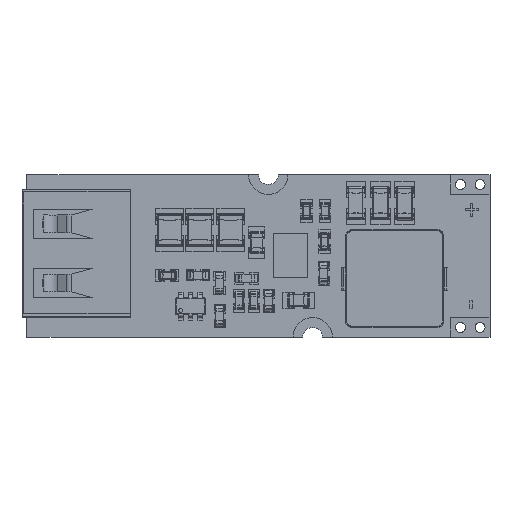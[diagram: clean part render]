
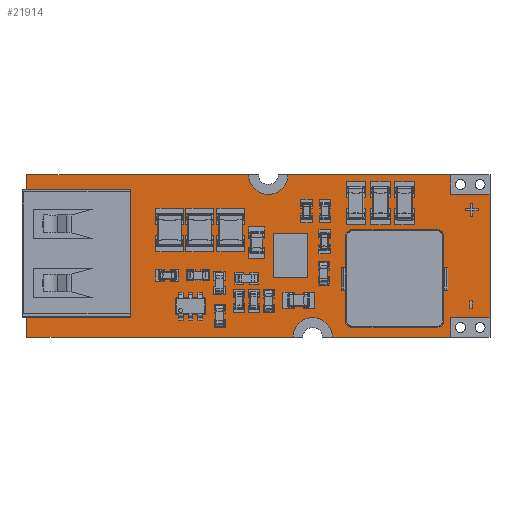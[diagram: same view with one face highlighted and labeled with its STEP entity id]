
A CAD part, top view. The second image highlights one B-rep face of the part: STEP entity #21914.
In plain terms, the highlighted planar face has unit normal (0, 0, 1).
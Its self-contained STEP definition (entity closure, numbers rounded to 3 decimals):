
#1567=CIRCLE('',#23957,0.5);
#1569=CIRCLE('',#23960,0.5);
#1571=CIRCLE('',#23963,0.5);
#1573=CIRCLE('',#23966,0.5);
#1575=CIRCLE('',#23971,1.);
#1577=CIRCLE('',#23977,1.);
#1878=FACE_BOUND('',#4615,.T.);
#1879=FACE_BOUND('',#4616,.T.);
#1880=FACE_BOUND('',#4617,.T.);
#1881=FACE_BOUND('',#4618,.T.);
#3380=FACE_OUTER_BOUND('',#4614,.T.);
#4614=EDGE_LOOP('',(#19648,#19649,#19650,#19651,#19652,#19653,#19654,#19655));
#4615=EDGE_LOOP('',(#19656));
#4616=EDGE_LOOP('',(#19657));
#4617=EDGE_LOOP('',(#19658));
#4618=EDGE_LOOP('',(#19659));
#6689=LINE('',#45296,#8816);
#6692=LINE('',#45302,#8819);
#6696=LINE('',#45314,#8823);
#6699=LINE('',#45320,#8826);
#6702=LINE('',#45326,#8829);
#6706=LINE('',#45336,#8833);
#8816=VECTOR('',#29382,10.);
#8819=VECTOR('',#29387,10.);
#8823=VECTOR('',#29399,10.);
#8826=VECTOR('',#29404,10.);
#8829=VECTOR('',#29409,10.);
#8833=VECTOR('',#29421,10.);
#10794=VERTEX_POINT('',#45268);
#10796=VERTEX_POINT('',#45274);
#10798=VERTEX_POINT('',#45280);
#10800=VERTEX_POINT('',#45286);
#10803=VERTEX_POINT('',#45293);
#10804=VERTEX_POINT('',#45295);
#10806=VERTEX_POINT('',#45301);
#10808=VERTEX_POINT('',#45307);
#10810=VERTEX_POINT('',#45313);
#10812=VERTEX_POINT('',#45319);
#10814=VERTEX_POINT('',#45325);
#10816=VERTEX_POINT('',#45331);
#13754=EDGE_CURVE('',#10794,#10794,#1567,.T.);
#13757=EDGE_CURVE('',#10796,#10796,#1569,.T.);
#13760=EDGE_CURVE('',#10798,#10798,#1571,.T.);
#13763=EDGE_CURVE('',#10800,#10800,#1573,.T.);
#13766=EDGE_CURVE('',#10804,#10803,#6689,.T.);
#13769=EDGE_CURVE('',#10806,#10804,#6692,.T.);
#13772=EDGE_CURVE('',#10808,#10806,#1575,.T.);
#13775=EDGE_CURVE('',#10810,#10808,#6696,.T.);
#13778=EDGE_CURVE('',#10812,#10810,#6699,.T.);
#13781=EDGE_CURVE('',#10814,#10812,#6702,.T.);
#13784=EDGE_CURVE('',#10816,#10814,#1577,.T.);
#13787=EDGE_CURVE('',#10803,#10816,#6706,.T.);
#19648=ORIENTED_EDGE('',*,*,#13787,.T.);
#19649=ORIENTED_EDGE('',*,*,#13784,.T.);
#19650=ORIENTED_EDGE('',*,*,#13781,.T.);
#19651=ORIENTED_EDGE('',*,*,#13778,.T.);
#19652=ORIENTED_EDGE('',*,*,#13775,.T.);
#19653=ORIENTED_EDGE('',*,*,#13772,.T.);
#19654=ORIENTED_EDGE('',*,*,#13769,.T.);
#19655=ORIENTED_EDGE('',*,*,#13766,.T.);
#19656=ORIENTED_EDGE('',*,*,#13754,.T.);
#19657=ORIENTED_EDGE('',*,*,#13757,.T.);
#19658=ORIENTED_EDGE('',*,*,#13760,.T.);
#19659=ORIENTED_EDGE('',*,*,#13763,.T.);
#20730=PLANE('',#23979);
#21914=ADVANCED_FACE('',(#3380,#1878,#1879,#1880,#1881),#20730,.T.);
#23957=AXIS2_PLACEMENT_3D('',#45270,#29355,#29356);
#23960=AXIS2_PLACEMENT_3D('',#45276,#29362,#29363);
#23963=AXIS2_PLACEMENT_3D('',#45282,#29369,#29370);
#23966=AXIS2_PLACEMENT_3D('',#45288,#29376,#29377);
#23971=AXIS2_PLACEMENT_3D('',#45308,#29393,#29394);
#23977=AXIS2_PLACEMENT_3D('',#45332,#29415,#29416);
#23979=AXIS2_PLACEMENT_3D('',#45337,#29422,#29423);
#29355=DIRECTION('center_axis',(0.,0.,-1.));
#29356=DIRECTION('ref_axis',(1.,0.,0.));
#29362=DIRECTION('center_axis',(0.,0.,-1.));
#29363=DIRECTION('ref_axis',(1.,0.,0.));
#29369=DIRECTION('center_axis',(0.,0.,-1.));
#29370=DIRECTION('ref_axis',(1.,0.,0.));
#29376=DIRECTION('center_axis',(0.,0.,-1.));
#29377=DIRECTION('ref_axis',(1.,0.,0.));
#29382=DIRECTION('',(0.,1.,0.));
#29387=DIRECTION('',(1.,0.,0.));
#29393=DIRECTION('center_axis',(0.,0.,-1.));
#29394=DIRECTION('ref_axis',(1.,0.,0.));
#29399=DIRECTION('',(1.,0.,0.));
#29404=DIRECTION('',(0.,-1.,0.));
#29409=DIRECTION('',(-1.,0.,0.));
#29415=DIRECTION('center_axis',(0.,0.,-1.));
#29416=DIRECTION('ref_axis',(1.,0.,0.));
#29421=DIRECTION('',(-1.,0.,0.));
#29422=DIRECTION('center_axis',(0.,0.,1.));
#29423=DIRECTION('ref_axis',(1.,0.,0.));
#45268=CARTESIAN_POINT('',(-4.5,4.5,1.6));
#45270=CARTESIAN_POINT('Origin',(-4.,4.5,1.6));
#45274=CARTESIAN_POINT('',(-6.5,19.,1.6));
#45276=CARTESIAN_POINT('Origin',(-6.,19.,1.6));
#45280=CARTESIAN_POINT('',(-6.5,4.5,1.6));
#45282=CARTESIAN_POINT('Origin',(-6.,4.5,1.6));
#45286=CARTESIAN_POINT('',(-4.5,19.,1.6));
#45288=CARTESIAN_POINT('Origin',(-4.,19.,1.6));
#45293=CARTESIAN_POINT('',(-3.,20.,1.6));
#45295=CARTESIAN_POINT('',(-3.,3.5,1.6));
#45296=CARTESIAN_POINT('',(-3.,20.,1.6));
#45301=CARTESIAN_POINT('',(-20.,3.5,1.6));
#45302=CARTESIAN_POINT('',(-3.,3.5,1.6));
#45307=CARTESIAN_POINT('',(-22.,3.5,1.6));
#45308=CARTESIAN_POINT('Origin',(-21.,3.5,1.6));
#45313=CARTESIAN_POINT('',(-50.,3.5,1.6));
#45314=CARTESIAN_POINT('',(-3.,3.5,1.6));
#45319=CARTESIAN_POINT('',(-50.,20.,1.6));
#45320=CARTESIAN_POINT('',(-50.,3.5,1.6));
#45325=CARTESIAN_POINT('',(-26.5,20.,1.6));
#45326=CARTESIAN_POINT('',(-50.,20.,1.6));
#45331=CARTESIAN_POINT('',(-24.5,20.,1.6));
#45332=CARTESIAN_POINT('Origin',(-25.5,20.,1.6));
#45336=CARTESIAN_POINT('',(-3.,20.,1.6));
#45337=CARTESIAN_POINT('Origin',(-26.5,11.75,1.6));
